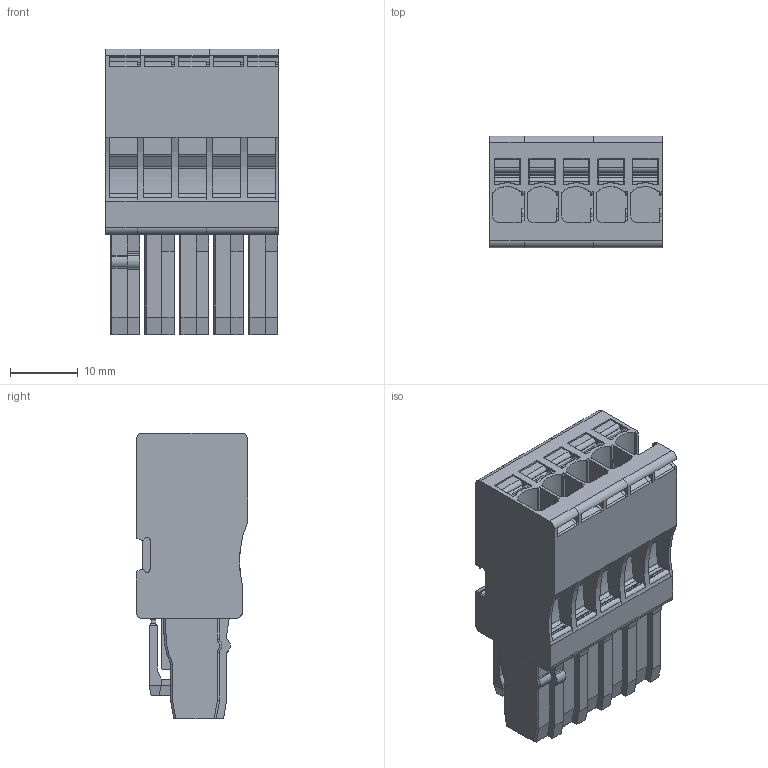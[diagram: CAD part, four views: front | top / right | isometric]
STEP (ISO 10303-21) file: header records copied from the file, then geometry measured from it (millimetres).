
FILE_DESCRIPTION(('CATIA V5R24 STEP','CAx-IF Rec.Pracs.--- Model Styling and Organization---1.2---2011-12-15'),'2;1');
FILE_NAME ('8655152_2', '2017-07-04T06:53:31+00:00', ('Weidmueller Interface'), ('Weidmueller'), 'CATIA Version 5-6 Release 2014 SP4 HF52', 'CATIA V5 STEP AP214', 'none');
FILE_SCHEMA(('AUTOMOTIVE_DESIGN { 1 0 10303 214 1 1 1 1 }'));
Length unit declared in the file: millimetre
Products named in the file (1): 1513680000_APG_2-5_5
Bounding box: 25.5 x 16.5 x 42.25 mm (x, y, z)
Volume: 12124 mm3; surface area: 7499.7 mm2
Topology: 6 solids, 13 shells, 1313 faces, 3737 edges, 2460 vertices
Faces by surface type: plane 744, cylinder 496, extrusion 65, cone 8
Entity records: 43620 total; most frequent: CARTESIAN_POINT 9084, ORIENTED_EDGE 7474, DIRECTION 5809, EDGE_CURVE 3737, VECTOR 2746, LINE 2681, VERTEX_POINT 2460, AXIS2_PLACEMENT_3D 1956
